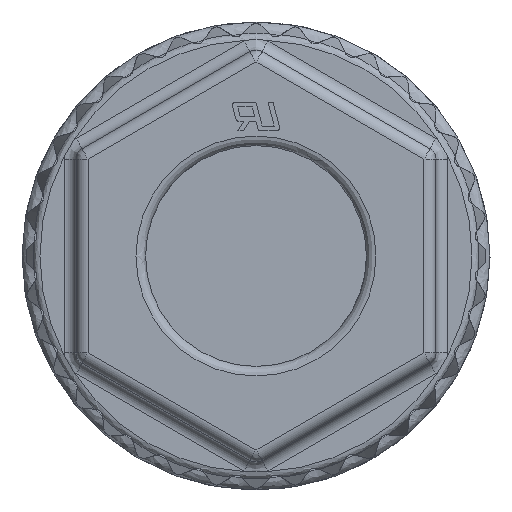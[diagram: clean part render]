
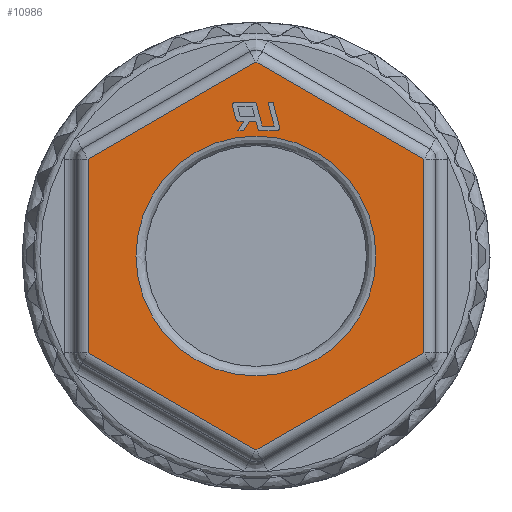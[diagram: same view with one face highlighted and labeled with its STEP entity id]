
A CAD part, front view. The second image highlights one B-rep face of the part: STEP entity #10986.
In plain terms, the highlighted planar face has unit normal (0, -1, 0).
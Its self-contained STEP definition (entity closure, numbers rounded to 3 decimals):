
#9012=LINE('',#38989,#9987);
#9016=LINE('',#38999,#9991);
#9018=LINE('',#39003,#9993);
#9020=LINE('',#39007,#9995);
#9022=LINE('',#39011,#9997);
#9024=LINE('',#39015,#9999);
#9026=LINE('',#39019,#10001);
#9029=LINE('',#39027,#10004);
#9031=LINE('',#39031,#10006);
#9033=LINE('',#39035,#10008);
#9035=LINE('',#39039,#10010);
#9037=LINE('',#39043,#10012);
#9039=LINE('',#39047,#10014);
#9041=LINE('',#39051,#10016);
#9052=LINE('',#39098,#10027);
#9057=LINE('',#39124,#10032);
#9062=LINE('',#39150,#10037);
#9068=LINE('',#39192,#10043);
#9069=LINE('',#39194,#10044);
#9070=LINE('',#39196,#10045);
#9987=VECTOR('',#28479,1.);
#9991=VECTOR('',#28489,1.);
#9993=VECTOR('',#28493,1.);
#9995=VECTOR('',#28497,1.);
#9997=VECTOR('',#28501,1.);
#9999=VECTOR('',#28505,1.);
#10001=VECTOR('',#28509,1.);
#10004=VECTOR('',#28518,1.);
#10006=VECTOR('',#28522,1.);
#10008=VECTOR('',#28526,1.);
#10010=VECTOR('',#28530,1.);
#10012=VECTOR('',#28534,1.);
#10014=VECTOR('',#28538,1.);
#10016=VECTOR('',#28542,1.);
#10027=VECTOR('',#28581,1.);
#10032=VECTOR('',#28600,1.);
#10037=VECTOR('',#28619,1.);
#10043=VECTOR('',#28647,1.);
#10044=VECTOR('',#28650,1.);
#10045=VECTOR('',#28651,1.);
#10986=ADVANCED_FACE('',(#11671,#11672,#11673),#11498,.T.);
#11498=PLANE('',#25132);
#11671=FACE_BOUND('',#12456,.T.);
#11672=FACE_BOUND('',#12457,.T.);
#11673=FACE_BOUND('',#12458,.T.);
#12456=EDGE_LOOP('',(#16331));
#12457=EDGE_LOOP('',(#16332,#16333,#16334,#16335,#16336,#16337,#16338,#16339,
#16340,#16341,#16342,#16343,#16344,#16345,#16346,#16347,#16348));
#12458=EDGE_LOOP('',(#16349,#16350,#16351,#16352,#16353,#16354));
#16331=ORIENTED_EDGE('',*,*,#21385,.T.);
#16332=ORIENTED_EDGE('',*,*,#21448,.T.);
#16333=ORIENTED_EDGE('',*,*,#21415,.T.);
#16334=ORIENTED_EDGE('',*,*,#21418,.T.);
#16335=ORIENTED_EDGE('',*,*,#21420,.T.);
#16336=ORIENTED_EDGE('',*,*,#21422,.T.);
#16337=ORIENTED_EDGE('',*,*,#21424,.T.);
#16338=ORIENTED_EDGE('',*,*,#21426,.T.);
#16339=ORIENTED_EDGE('',*,*,#21428,.T.);
#16340=ORIENTED_EDGE('',*,*,#21430,.T.);
#16341=ORIENTED_EDGE('',*,*,#21432,.T.);
#16342=ORIENTED_EDGE('',*,*,#21434,.T.);
#16343=ORIENTED_EDGE('',*,*,#21436,.T.);
#16344=ORIENTED_EDGE('',*,*,#21438,.T.);
#16345=ORIENTED_EDGE('',*,*,#21440,.T.);
#16346=ORIENTED_EDGE('',*,*,#21442,.T.);
#16347=ORIENTED_EDGE('',*,*,#21444,.T.);
#16348=ORIENTED_EDGE('',*,*,#21446,.T.);
#16349=ORIENTED_EDGE('',*,*,#21497,.T.);
#16350=ORIENTED_EDGE('',*,*,#21496,.T.);
#16351=ORIENTED_EDGE('',*,*,#21483,.T.);
#16352=ORIENTED_EDGE('',*,*,#21474,.T.);
#16353=ORIENTED_EDGE('',*,*,#21465,.T.);
#16354=ORIENTED_EDGE('',*,*,#21498,.T.);
#19065=VERTEX_POINT('',#38907);
#19091=VERTEX_POINT('',#38990);
#19092=VERTEX_POINT('',#38991);
#19093=VERTEX_POINT('',#38996);
#19094=VERTEX_POINT('',#39000);
#19095=VERTEX_POINT('',#39004);
#19096=VERTEX_POINT('',#39008);
#19097=VERTEX_POINT('',#39012);
#19098=VERTEX_POINT('',#39016);
#19099=VERTEX_POINT('',#39020);
#19100=VERTEX_POINT('',#39024);
#19101=VERTEX_POINT('',#39028);
#19102=VERTEX_POINT('',#39032);
#19103=VERTEX_POINT('',#39036);
#19104=VERTEX_POINT('',#39040);
#19105=VERTEX_POINT('',#39044);
#19106=VERTEX_POINT('',#39048);
#19107=VERTEX_POINT('',#39052);
#19114=VERTEX_POINT('',#39073);
#19119=VERTEX_POINT('',#39097);
#19124=VERTEX_POINT('',#39123);
#19129=VERTEX_POINT('',#39149);
#19136=VERTEX_POINT('',#39181);
#19137=VERTEX_POINT('',#39195);
#21385=EDGE_CURVE('',#19065,#19065,#22797,.T.);
#21415=EDGE_CURVE('',#19091,#19092,#9012,.T.);
#21418=EDGE_CURVE('',#19092,#19093,#22801,.T.);
#21420=EDGE_CURVE('',#19093,#19094,#9016,.T.);
#21422=EDGE_CURVE('',#19094,#19095,#9018,.T.);
#21424=EDGE_CURVE('',#19095,#19096,#9020,.T.);
#21426=EDGE_CURVE('',#19096,#19097,#9022,.T.);
#21428=EDGE_CURVE('',#19097,#19098,#9024,.T.);
#21430=EDGE_CURVE('',#19098,#19099,#9026,.T.);
#21432=EDGE_CURVE('',#19099,#19100,#22802,.T.);
#21434=EDGE_CURVE('',#19100,#19101,#9029,.T.);
#21436=EDGE_CURVE('',#19101,#19102,#9031,.T.);
#21438=EDGE_CURVE('',#19102,#19103,#9033,.T.);
#21440=EDGE_CURVE('',#19103,#19104,#9035,.T.);
#21442=EDGE_CURVE('',#19104,#19105,#9037,.T.);
#21444=EDGE_CURVE('',#19105,#19106,#9039,.T.);
#21446=EDGE_CURVE('',#19106,#19107,#9041,.T.);
#21448=EDGE_CURVE('',#19107,#19091,#22803,.T.);
#21465=EDGE_CURVE('',#19119,#19114,#9052,.T.);
#21474=EDGE_CURVE('',#19124,#19119,#9057,.T.);
#21483=EDGE_CURVE('',#19129,#19124,#9062,.T.);
#21496=EDGE_CURVE('',#19136,#19129,#9068,.T.);
#21497=EDGE_CURVE('',#19137,#19136,#9069,.T.);
#21498=EDGE_CURVE('',#19114,#19137,#9070,.T.);
#22797=CIRCLE('',#25065,5.);
#22801=CIRCLE('',#25076,0.132);
#22802=CIRCLE('',#25084,0.132);
#22803=CIRCLE('',#25093,0.133);
#25065=AXIS2_PLACEMENT_3D('',#38906,#28433,#28434);
#25076=AXIS2_PLACEMENT_3D('',#38995,#28484,#28485);
#25084=AXIS2_PLACEMENT_3D('',#39023,#28513,#28514);
#25093=AXIS2_PLACEMENT_3D('',#39055,#28546,#28547);
#25132=AXIS2_PLACEMENT_3D('',#39197,#28652,#28653);
#28433=DIRECTION('',(0.,1.,0.));
#28434=DIRECTION('',(-1.,0.,0.));
#28479=DIRECTION('',(-0.252,0.,0.968));
#28484=DIRECTION('',(0.,1.,0.));
#28485=DIRECTION('',(-0.968,0.,-0.252));
#28489=DIRECTION('',(1.,0.,0.));
#28493=DIRECTION('',(0.252,0.,-0.968));
#28497=DIRECTION('',(1.,0.,0.));
#28501=DIRECTION('',(-0.252,0.,0.968));
#28505=DIRECTION('',(1.,0.,0.));
#28509=DIRECTION('',(0.252,0.,-0.968));
#28513=DIRECTION('',(0.,1.,0.));
#28514=DIRECTION('',(0.968,0.,0.252));
#28518=DIRECTION('',(-1.,0.,0.));
#28522=DIRECTION('',(-0.252,0.,0.968));
#28526=DIRECTION('',(-1.,0.,0.));
#28530=DIRECTION('',(-0.53,0.,-0.848));
#28534=DIRECTION('',(-1.,0.,0.));
#28538=DIRECTION('',(0.53,0.,0.848));
#28542=DIRECTION('',(-1.,0.,0.));
#28546=DIRECTION('',(0.,1.,0.));
#28547=DIRECTION('',(0.,0.,-1.));
#28581=DIRECTION('',(-0.866,0.,-0.5));
#28600=DIRECTION('',(-0.866,0.,0.5));
#28619=DIRECTION('',(0.,0.,1.));
#28647=DIRECTION('',(0.866,0.,0.5));
#28650=DIRECTION('',(0.866,0.,-0.5));
#28651=DIRECTION('',(0.,0.,-1.));
#28652=DIRECTION('',(0.,-1.,0.));
#28653=DIRECTION('',(0.,0.,1.));
#38906=CARTESIAN_POINT('',(47.023,1862.343,697.517));
#38907=CARTESIAN_POINT('',(42.023,1862.343,697.517));
#38989=CARTESIAN_POINT('',(46.182,1862.343,703.232));
#38990=CARTESIAN_POINT('',(46.182,1862.343,703.232));
#38991=CARTESIAN_POINT('',(46.044,1862.343,703.764));
#38995=CARTESIAN_POINT('',(46.172,1862.343,703.797));
#38996=CARTESIAN_POINT('',(46.172,1862.343,703.929));
#38999=CARTESIAN_POINT('',(46.172,1862.343,703.929));
#39000=CARTESIAN_POINT('',(47.023,1862.343,703.929));
#39003=CARTESIAN_POINT('',(47.023,1862.343,703.929));
#39004=CARTESIAN_POINT('',(47.282,1862.343,702.932));
#39007=CARTESIAN_POINT('',(47.282,1862.343,702.932));
#39008=CARTESIAN_POINT('',(47.783,1862.343,702.932));
#39011=CARTESIAN_POINT('',(47.783,1862.343,702.932));
#39012=CARTESIAN_POINT('',(47.523,1862.343,703.929));
#39015=CARTESIAN_POINT('',(47.523,1862.343,703.929));
#39016=CARTESIAN_POINT('',(47.733,1862.343,703.929));
#39019=CARTESIAN_POINT('',(47.733,1862.343,703.929));
#39020=CARTESIAN_POINT('',(48.002,1862.343,702.894));
#39023=CARTESIAN_POINT('',(47.874,1862.343,702.861));
#39024=CARTESIAN_POINT('',(47.874,1862.343,702.729));
#39027=CARTESIAN_POINT('',(47.874,1862.343,702.729));
#39028=CARTESIAN_POINT('',(47.126,1862.343,702.729));
#39031=CARTESIAN_POINT('',(47.126,1862.343,702.729));
#39032=CARTESIAN_POINT('',(47.021,1862.343,703.132));
#39035=CARTESIAN_POINT('',(47.021,1862.343,703.132));
#39036=CARTESIAN_POINT('',(46.755,1862.343,703.132));
#39039=CARTESIAN_POINT('',(46.755,1862.343,703.132));
#39040=CARTESIAN_POINT('',(46.503,1862.343,702.729));
#39043=CARTESIAN_POINT('',(46.503,1862.343,702.729));
#39044=CARTESIAN_POINT('',(46.264,1862.343,702.729));
#39047=CARTESIAN_POINT('',(46.264,1862.343,702.729));
#39048=CARTESIAN_POINT('',(46.516,1862.343,703.132));
#39051=CARTESIAN_POINT('',(46.516,1862.343,703.132));
#39052=CARTESIAN_POINT('',(46.311,1862.343,703.132));
#39055=CARTESIAN_POINT('',(46.311,1862.343,703.265));
#39073=CARTESIAN_POINT('',(40.023,1862.343,701.558));
#39097=CARTESIAN_POINT('',(47.023,1862.343,705.599));
#39098=CARTESIAN_POINT('',(47.023,1862.343,705.599));
#39123=CARTESIAN_POINT('',(54.023,1862.343,701.558));
#39124=CARTESIAN_POINT('',(54.023,1862.343,701.558));
#39149=CARTESIAN_POINT('',(54.023,1862.343,693.475));
#39150=CARTESIAN_POINT('',(54.023,1862.343,693.475));
#39181=CARTESIAN_POINT('',(47.023,1862.343,689.434));
#39192=CARTESIAN_POINT('',(47.023,1862.343,689.434));
#39194=CARTESIAN_POINT('',(40.023,1862.343,693.475));
#39195=CARTESIAN_POINT('',(40.023,1862.343,693.475));
#39196=CARTESIAN_POINT('',(40.023,1862.343,701.558));
#39197=CARTESIAN_POINT('',(57.748,1862.343,686.792));
